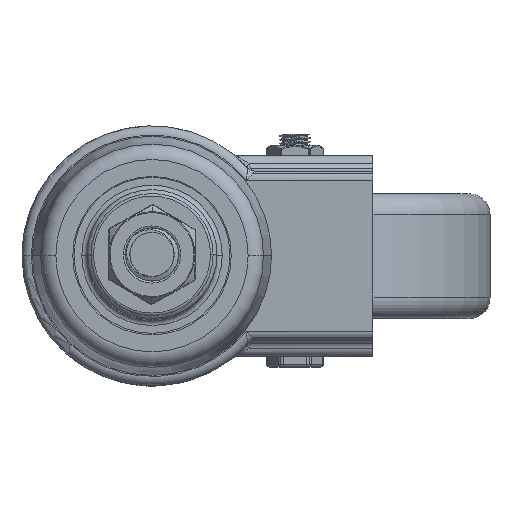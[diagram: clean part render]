
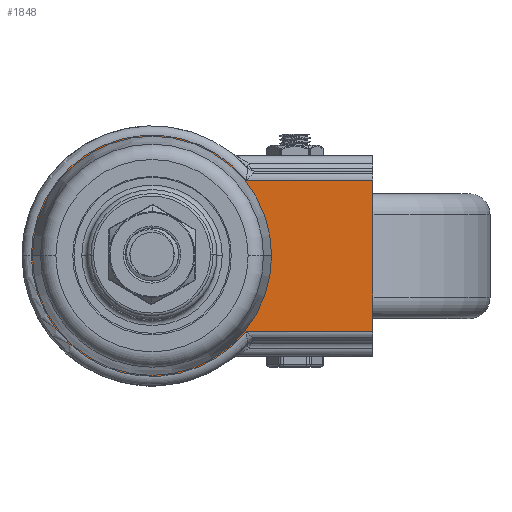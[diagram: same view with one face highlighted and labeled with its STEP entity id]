
A CAD part, top view. The second image highlights one B-rep face of the part: STEP entity #1848.
In plain terms, the highlighted planar face has unit normal (0, 0, 1).
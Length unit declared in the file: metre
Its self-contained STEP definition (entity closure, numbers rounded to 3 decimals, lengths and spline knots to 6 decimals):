
#1848=ADVANCED_FACE('',(#2722,#2723),#2724,.F.);
#2722=FACE_OUTER_BOUND('',#6631,.T.);
#2723=FACE_BOUND('',#6632,.T.);
#2724=PLANE('',#6633);
#6631=EDGE_LOOP('',(#43024,#43025,#43026,#43027,#43028));
#6632=EDGE_LOOP('',(#43029,#43030));
#6633=AXIS2_PLACEMENT_3D('',#43031,#43032,#43033);
#43024=ORIENTED_EDGE('',*,*,#47700,.F.);
#43025=ORIENTED_EDGE('',*,*,#47702,.F.);
#43026=ORIENTED_EDGE('',*,*,#47532,.F.);
#43027=ORIENTED_EDGE('',*,*,#47539,.T.);
#43028=ORIENTED_EDGE('',*,*,#47688,.T.);
#43029=ORIENTED_EDGE('',*,*,#47703,.T.);
#43030=ORIENTED_EDGE('',*,*,#47474,.T.);
#43031=CARTESIAN_POINT('',(0.0,0.0,-0.012501));
#43032=DIRECTION('',(0.0,0.0,-1.0));
#43033=DIRECTION('',(-1.0,0.0,0.0));
#47474=EDGE_CURVE('',#49068,#49074,#49076,.T.);
#47532=EDGE_CURVE('',#49189,#49191,#49192,.T.);
#47539=EDGE_CURVE('',#49189,#49202,#49205,.T.);
#47688=EDGE_CURVE('',#49202,#49428,#49442,.T.);
#47700=EDGE_CURVE('',#49457,#49428,#49459,.T.);
#47702=EDGE_CURVE('',#49191,#49457,#49461,.T.);
#47703=EDGE_CURVE('',#49074,#49068,#49462,.T.);
#49068=VERTEX_POINT('',#51647);
#49074=VERTEX_POINT('',#51654);
#49076=CIRCLE('',#51657,0.020275);
#49189=VERTEX_POINT('',#51808);
#49191=VERTEX_POINT('',#51831);
#49192=LINE('',#51832,#51833);
#49202=VERTEX_POINT('',#51845);
#49205=CIRCLE('',#51848,0.0232);
#49428=VERTEX_POINT('',#52686);
#49442=CIRCLE('',#52858,0.0232);
#49457=VERTEX_POINT('',#52898);
#49459=LINE('',#52900,#52901);
#49461=LINE('',#52904,#52905);
#49462=CIRCLE('',#52906,0.020275);
#51647=CARTESIAN_POINT('',(-0.020275,0.,-0.012501));
#51654=CARTESIAN_POINT('',(0.020275,0.,-0.012501));
#51657=AXIS2_PLACEMENT_3D('',#97726,#97727,#97728);
#51808=CARTESIAN_POINT('',(0.01811,0.0145,-0.012501));
#51831=CARTESIAN_POINT('',(0.0425,0.0145,-0.012501));
#51832=CARTESIAN_POINT('',(0.015364,0.0145,-0.012501));
#51833=VECTOR('',#97856,1.0);
#51845=CARTESIAN_POINT('',(-0.0232,0.,-0.012501));
#51848=AXIS2_PLACEMENT_3D('',#97871,#97872,#97873);
#52686=CARTESIAN_POINT('',(0.01811,-0.0145,-0.012501));
#52858=AXIS2_PLACEMENT_3D('',#98114,#98115,#98116);
#52898=CARTESIAN_POINT('',(0.0425,-0.0145,-0.012501));
#52900=CARTESIAN_POINT('',(0.015364,-0.0145,-0.012501));
#52901=VECTOR('',#98139,1.0);
#52904=CARTESIAN_POINT('',(0.0425,0.,-0.012501));
#52905=VECTOR('',#98141,1.0);
#52906=AXIS2_PLACEMENT_3D('',#98142,#98143,#98144);
#97726=CARTESIAN_POINT('',(0.0,0.0,-0.012501));
#97727=DIRECTION('',(0.0,0.0,-1.0));
#97728=DIRECTION('',(-1.0,0.0,0.0));
#97856=DIRECTION('',(1.0,0.,0.0));
#97871=CARTESIAN_POINT('',(0.0,0.0,-0.012501));
#97872=DIRECTION('',(0.0,-0.0,1.0));
#97873=DIRECTION('',(1.0,0.0,0.0));
#98114=CARTESIAN_POINT('',(0.0,0.0,-0.012501));
#98115=DIRECTION('',(0.0,-0.0,1.0));
#98116=DIRECTION('',(1.0,0.0,0.0));
#98139=DIRECTION('',(-1.0,0.,-0.0));
#98141=DIRECTION('',(0.0,-1.0,0.0));
#98142=CARTESIAN_POINT('',(0.0,0.0,-0.012501));
#98143=DIRECTION('',(0.0,0.0,-1.0));
#98144=DIRECTION('',(-1.0,0.0,0.0));
